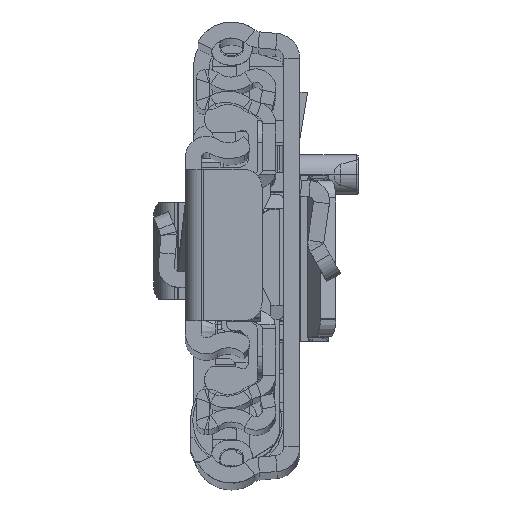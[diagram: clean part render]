
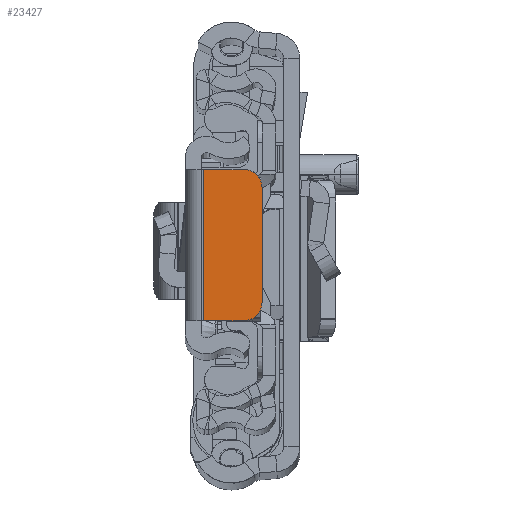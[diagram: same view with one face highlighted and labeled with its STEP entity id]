
A CAD part, top view. The second image highlights one B-rep face of the part: STEP entity #23427.
In plain terms, the highlighted planar face has unit normal (0, 0, 1).
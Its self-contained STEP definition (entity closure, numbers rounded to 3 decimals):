
#766 = CARTESIAN_POINT ( 'NONE',  ( -8.65, 6.5, 0. ) ) ;
#1378 = AXIS2_PLACEMENT_3D ( 'NONE', #40473, #17393, #14625 ) ;
#2719 = VERTEX_POINT ( 'NONE', #31777 ) ;
#3027 = VERTEX_POINT ( 'NONE', #15188 ) ;
#3819 = ORIENTED_EDGE ( 'NONE', *, *, #9240, .T. ) ;
#6361 = CARTESIAN_POINT ( 'NONE',  ( -2.05, -8.5, 0. ) ) ;
#7507 = DIRECTION ( 'NONE',  ( -1., 0., 0. ) ) ;
#7817 = VERTEX_POINT ( 'NONE', #19912 ) ;
#7923 = ORIENTED_EDGE ( 'NONE', *, *, #16781, .T. ) ;
#8046 = LINE ( 'NONE', #18451, #40423 ) ;
#9240 = EDGE_CURVE ( 'NONE', #7817, #3027, #20664, .T. ) ;
#9763 = DIRECTION ( 'NONE',  ( 0., -1., 0. ) ) ;
#10273 = AXIS2_PLACEMENT_3D ( 'NONE', #14532, #37184, #24715 ) ;
#14532 = CARTESIAN_POINT ( 'NONE',  ( -6.65, 6.5, 0. ) ) ;
#14625 = DIRECTION ( 'NONE',  ( -1., 0., 0. ) ) ;
#15188 = CARTESIAN_POINT ( 'NONE',  ( -6.65, -8.5, 0. ) ) ;
#15201 = AXIS2_PLACEMENT_3D ( 'NONE', #23619, #36530, #7507 ) ;
#15434 = ORIENTED_EDGE ( 'NONE', *, *, #18038, .F. ) ;
#15477 = ORIENTED_EDGE ( 'NONE', *, *, #36728, .T. ) ;
#15868 = CARTESIAN_POINT ( 'NONE',  ( -2.05, -8.5, 0. ) ) ;
#16781 = EDGE_CURVE ( 'NONE', #16908, #7817, #34970, .T. ) ;
#16908 = VERTEX_POINT ( 'NONE', #766 ) ;
#17393 = DIRECTION ( 'NONE',  ( 0., 0., -1. ) ) ;
#17555 = LINE ( 'NONE', #27942, #31308 ) ;
#18038 = EDGE_CURVE ( 'NONE', #2719, #40227, #38175, .T. ) ;
#18451 = CARTESIAN_POINT ( 'NONE',  ( 0., 8.5, 0. ) ) ;
#19293 = DIRECTION ( 'NONE',  ( 0., -1., 0. ) ) ;
#19912 = CARTESIAN_POINT ( 'NONE',  ( -8.65, -6.5, 0. ) ) ;
#19995 = ORIENTED_EDGE ( 'NONE', *, *, #28946, .T. ) ;
#20664 = CIRCLE ( 'NONE', #15201, 2. ) ;
#21124 = EDGE_LOOP ( 'NONE', ( #7923, #3819, #19995, #15434, #15477, #28199 ) ) ;
#23427 = ADVANCED_FACE ( 'NONE', ( #39854 ), #30549, .F. ) ;
#23619 = CARTESIAN_POINT ( 'NONE',  ( -6.65, -6.5, 0. ) ) ;
#23821 = EDGE_CURVE ( 'NONE', #30288, #16908, #27880, .T. ) ;
#24559 = DIRECTION ( 'NONE',  ( 1., 0., 0. ) ) ;
#24715 = DIRECTION ( 'NONE',  ( -1., 0., 0. ) ) ;
#25118 = VECTOR ( 'NONE', #9763, 1000. ) ;
#25838 = CARTESIAN_POINT ( 'NONE',  ( -8.65, 0., 0. ) ) ;
#27880 = CIRCLE ( 'NONE', #10273, 2. ) ;
#27942 = CARTESIAN_POINT ( 'NONE',  ( 0., -8.5, 0. ) ) ;
#27951 = CARTESIAN_POINT ( 'NONE',  ( -6.65, 8.5, 0. ) ) ;
#28199 = ORIENTED_EDGE ( 'NONE', *, *, #23821, .T. ) ;
#28946 = EDGE_CURVE ( 'NONE', #3027, #40227, #17555, .T. ) ;
#30288 = VERTEX_POINT ( 'NONE', #27951 ) ;
#30549 = PLANE ( 'NONE',  #1378 ) ;
#31308 = VECTOR ( 'NONE', #24559, 1000. ) ;
#31777 = CARTESIAN_POINT ( 'NONE',  ( -2.05, 8.5, 0. ) ) ;
#33198 = VECTOR ( 'NONE', #19293, 1000. ) ;
#34970 = LINE ( 'NONE', #25838, #33198 ) ;
#36530 = DIRECTION ( 'NONE',  ( 0., 0., 1. ) ) ;
#36728 = EDGE_CURVE ( 'NONE', #2719, #30288, #8046, .T. ) ;
#37184 = DIRECTION ( 'NONE',  ( 0., 0., 1. ) ) ;
#38175 = LINE ( 'NONE', #6361, #25118 ) ;
#39854 = FACE_OUTER_BOUND ( 'NONE', #21124, .T. ) ;
#40227 = VERTEX_POINT ( 'NONE', #15868 ) ;
#40423 = VECTOR ( 'NONE', #40888, 1000. ) ;
#40473 = CARTESIAN_POINT ( 'NONE',  ( 0., 0., 0. ) ) ;
#40888 = DIRECTION ( 'NONE',  ( -1., 0., 0. ) ) ;
